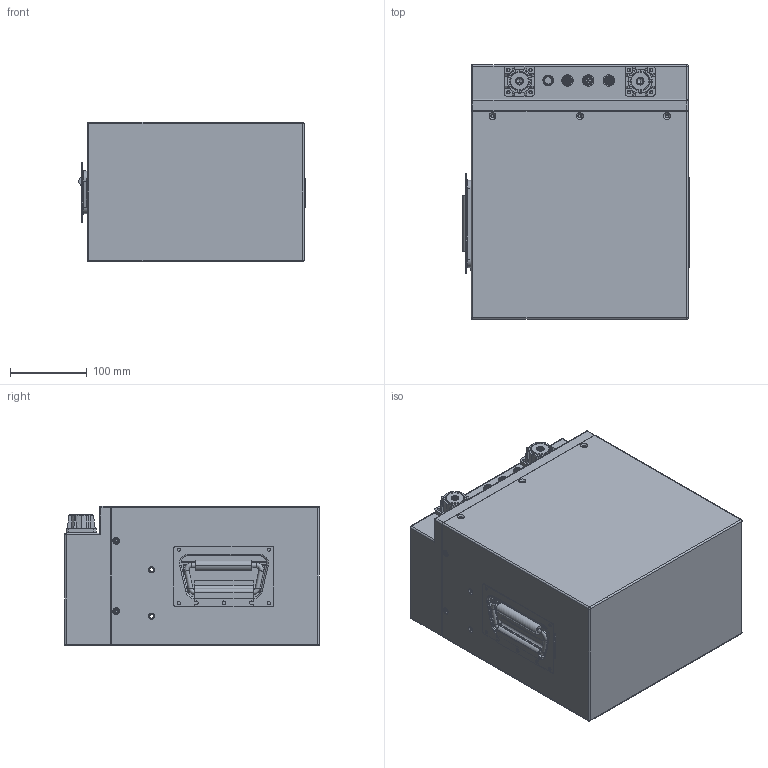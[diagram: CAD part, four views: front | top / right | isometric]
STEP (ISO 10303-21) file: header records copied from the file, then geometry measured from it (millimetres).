
FILE_DESCRIPTION (( 'STEP AP214' ), '1' );
FILE_NAME ('230SB Case.STEP', '2024-06-04T15:21:18', ( '' ), ( '' ), 'SwSTEP 2.0', 'SolidWorks 2023', '' );
FILE_SCHEMA (( 'AUTOMOTIVE_DESIGN' ));
Length unit declared in the file: millimetre
Products named in the file (42): ASM0009_ASM_1_ASM_1_ASM_1_1_A_2_ASM; ASM0036_ASM_1_ASM_1_ASM_1_ASM_3_ASM; DT400-01-01_ASM_ASM_1_ASM_1_1_A_ASM; 230SB Case; PRT0008_1_1_2_ASM_1_1_ASM_1_A_2_ASM; ASM0010_ASM_1_ASM_1_ASM_1_ASM_3_ASM; YW230-4S1P-0322-TZ_ASM_1_ASM__2_ASM; A0011-1-12_8V230AH-4S1P_ASM_1_ASM; ASM0040_ASM_1_ASM_1_ASM_1_ASM_4_ASM; PRT0008_1_1_2_1_1_1_2_1_1_1_1_2; DT400-01-01_25_1_1_1_1_1; DT400-01-01-M8_ASM_1_ASM_1_ASM; ASM0006_ASM_1_1_ASM_1_1_ASM_1_4_ASM; ASM0016_ASM_1_1_ASM_1_ASM_1_A_2_ASM; A0011-12V230AH_ASM_1_ASM_1_AS_2_ASM; DT400-01-01_ASM_6_ASM_1_ASM_1_1_ASM; ASM0016_ASM_1_1_ASM_1_1_ASM_1_3_ASM; DT400-01-01_ASM_ASM_ASM_1_1_ASM_ASM; ASM0006_ASM_1_ASM_1_ASM; DT400-01-01_ASM_6_ASM_1_ASM_1_A_ASM; DT400-01-01_25_1_1_1_1; 0307_00_1_1_1_1_1_1_1_1_1_1_1_1; K12_1_1_2_2_1_1_1_1_1; A0011---12V230AH--0526_ASM_1__2_ASM; K12_1_1_2_ASM_1_ASM_1_1_ASM_1_A_ASM; _--03130001_1_1_1_1_1_1_1_1_1_1; ASM0010_ASM_1_1_ASM_1_ASM_1_A_2_ASM; ASM0004_ASM_1_ASM_1_1_ASM_1_ASM_ASM; ASM0117_ASM_1_ASM_1_ASM_1_1_ASM_ASM; _00_1_1_1_1_1_1_1_1_1_1_1_1_1_1; K12_1_1_2_1_1_1_1_1_1; ASM0084_ASM_1_ASM_1_ASM_1_ASM_2_ASM; 230SB4-A0011-1227_ASM_ASM_1_1_A_ASM; A0011--YW230-0616_ASM_1_ASM_1_1_ASM; ASM0009_ASM_1_1_ASM_1_ASM_1_A_2_ASM; PRT0005_1_1_1_1_1; ASM0007_ASM_1_1_2_ASM_1_ASM; DT400-01-01_ASM_ASM_1_ASM_1_ASM_ASM; YW230-4S1P-0313_ASM_1_ASM_1_A_3_ASM; PRT0004_1_1_2_3_4_1_1 ...
Assembly tree (44 placements, depth 17):
  230SB Case
    A0011-1-12_8V230AH-4S1P_ASM_1_ASM
      ASM0006_ASM_1_ASM_1_ASM
        230SB4-A0011-1227_ASM_ASM_1_1_A_ASM
          A0011--YW230-0616_ASM_1_ASM_1_1_ASM
            ASM0117_ASM_1_ASM_1_ASM_1_1_ASM_ASM
              A0011---12V230AH--0526_ASM_1__2_ASM
                ASM0084_ASM_1_ASM_1_ASM_1_ASM_2_ASM
                  A0011-12V230AH_ASM_1_ASM_1_AS_2_ASM
            ASM0004_ASM_1_ASM_1_1_ASM_1_ASM_ASM
              K12_1_1_2_ASM_1_ASM_1_1_ASM_1_A_ASM
                K12_1_1_2_1_1_1_1_1_1
                K12_1_1_2_2_1_1_1_1_1
            PRT0005_1_1_1_1_1
          PRT0004_1_1_2_3_4_1_1
        DT400-01-01-M8_ASM_1_ASM_1_ASM
          DT400-01-01_ASM_ASM_ASM_1_ASM_1_ASM
            DT400-01-01_ASM_ASM_1_ASM_1_ASM_ASM
              DT400-01-01_ASM_6_ASM_1_ASM_1_A_ASM
                DT400-01-01_25_1_1_1_1
        ASM0007_ASM_1_1_2_ASM_1_ASM
          DT400-01-01_ASM_ASM_ASM_1_1_ASM_ASM
            DT400-01-01_ASM_ASM_1_ASM_1_1_A_ASM
              DT400-01-01_ASM_6_ASM_1_ASM_1_1_ASM
                DT400-01-01_25_1_1_1_1_1
    PRT0004_1_1_2_3_4_1_1
Bounding box: 294.59 x 331.3 x 181.6 mm (x, y, z)
Volume: 1077000.4 mm3; surface area: 1010227.6 mm2
Topology: 15 solids, 15 shells, 1508 faces, 3777 edges, 2392 vertices
Faces by surface type: cylinder 627, plane 552, torus 116, cone 107, bspline 76, sphere 30
Entity records: 56166 total; most frequent: CARTESIAN_POINT 27612, DIRECTION 5836, ORIENTED_EDGE 5716, EDGE_CURVE 2858, AXIS2_PLACEMENT_3D 2298, VERTEX_POINT 1832, EDGE_LOOP 1352, VECTOR 1240
